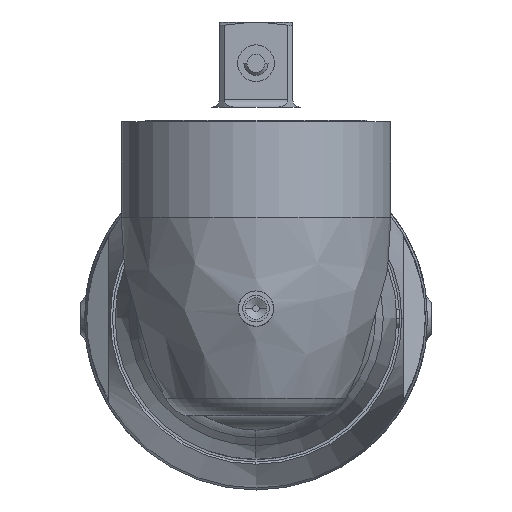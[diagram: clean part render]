
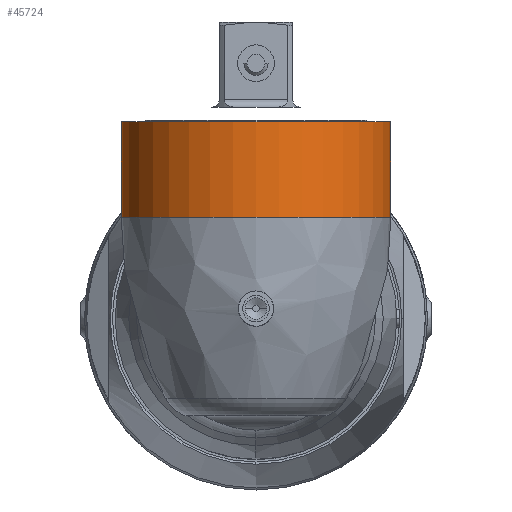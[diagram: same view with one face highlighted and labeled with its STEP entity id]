
A CAD part, left-side view. The second image highlights one B-rep face of the part: STEP entity #45724.
In plain terms, the highlighted cylindrical face has radius 17.462 mm (diameter 34.925 mm), a partial arc.
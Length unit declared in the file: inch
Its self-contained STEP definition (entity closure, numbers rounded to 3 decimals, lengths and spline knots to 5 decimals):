
#44555=CARTESIAN_POINT('',(-4.756,0.,1.0025));
#44556=DIRECTION('',(0.,0.,-1.));
#44557=DIRECTION('',(0.,-1.,0.));
#44558=AXIS2_PLACEMENT_3D('',#44555,#44556,#44557);
#44560=CARTESIAN_POINT('',(-4.756,0.,0.515));
#44561=DIRECTION('',(0.,0.,-1.));
#44562=DIRECTION('',(0.,-1.,0.));
#44563=AXIS2_PLACEMENT_3D('',#44560,#44561,#44562);
#44570=DIRECTION('',(0.,0.,1.));
#44571=VECTOR('',#44570,0.4875);
#44572=CARTESIAN_POINT('',(-4.756,0.6875,0.515));
#44573=LINE('',#44572,#44571);
#44606=DIRECTION('',(0.,0.,1.));
#44607=VECTOR('',#44606,0.4875);
#44608=CARTESIAN_POINT('',(-4.756,-0.6875,0.515));
#44609=LINE('',#44608,#44607);
#45392=CARTESIAN_POINT('',(-4.756,-0.6875,0.515));
#45393=CARTESIAN_POINT('',(-4.756,0.6875,0.515));
#45394=VERTEX_POINT('',#45392);
#45395=VERTEX_POINT('',#45393);
#45574=CARTESIAN_POINT('',(-4.756,-0.6875,1.0025));
#45575=CARTESIAN_POINT('',(-4.756,0.6875,1.0025));
#45576=VERTEX_POINT('',#45574);
#45577=VERTEX_POINT('',#45575);
#45710=CARTESIAN_POINT('',(-4.756,0.,1.12));
#45711=DIRECTION('',(0.,0.,-1.));
#45712=DIRECTION('',(0.,1.,0.));
#45713=AXIS2_PLACEMENT_3D('',#45710,#45711,#45712);
#45714=CYLINDRICAL_SURFACE('',#45713,0.6875);
#45716=ORIENTED_EDGE('',*,*,#45715,.F.);
#45718=ORIENTED_EDGE('',*,*,#45717,.F.);
#45719=ORIENTED_EDGE('',*,*,#45697,.T.);
#45721=ORIENTED_EDGE('',*,*,#45720,.T.);
#45722=EDGE_LOOP('',(#45716,#45718,#45719,#45721));
#45723=FACE_OUTER_BOUND('',#45722,.F.);
#45724=ADVANCED_FACE('',(#45723),#45714,.T.);
#44559=CIRCLE('',#44558,0.6875);
#44564=CIRCLE('',#44563,0.6875);
#45697=EDGE_CURVE('',#45394,#45395,#44564,.T.);
#45715=EDGE_CURVE('',#45576,#45577,#44559,.T.);
#45717=EDGE_CURVE('',#45394,#45576,#44609,.T.);
#45720=EDGE_CURVE('',#45395,#45577,#44573,.T.);
